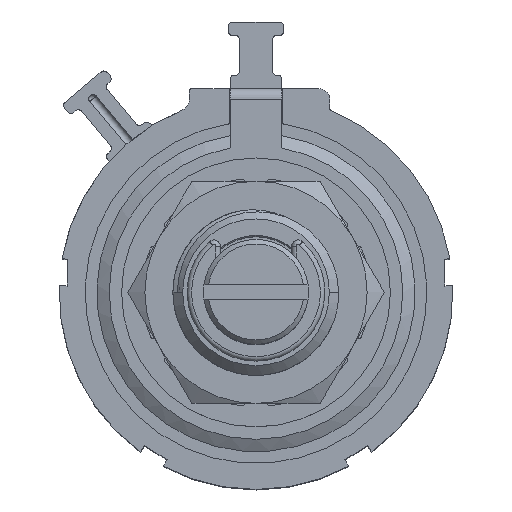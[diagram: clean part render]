
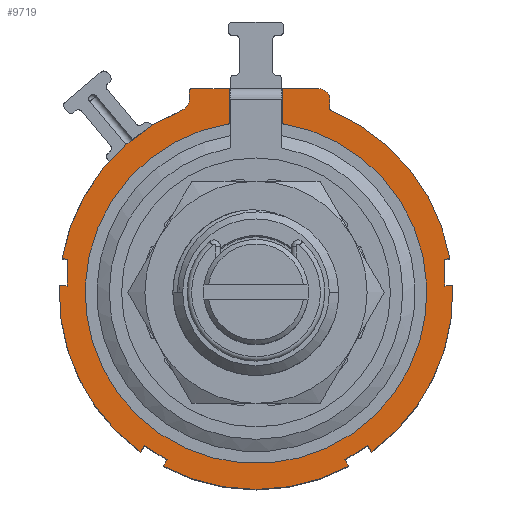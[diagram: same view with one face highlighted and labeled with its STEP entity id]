
A CAD part, top view. The second image highlights one B-rep face of the part: STEP entity #9719.
In plain terms, the highlighted planar face has unit normal (0, 0, 1).
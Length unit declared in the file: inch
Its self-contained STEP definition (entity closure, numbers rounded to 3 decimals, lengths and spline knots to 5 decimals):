
#1=DIRECTION('',(0.,-1.,0.));
#2=VECTOR('',#1,0.07921);
#3=CARTESIAN_POINT('',(-0.06,0.459,0.));
#4=LINE('',#3,#2);
#5=DIRECTION('',(0.,-1.,0.));
#6=VECTOR('',#5,0.07921);
#7=CARTESIAN_POINT('',(0.06,0.459,0.));
#8=LINE('',#7,#6);
#9=DIRECTION('',(-1.,0.,0.));
#10=VECTOR('',#9,0.08108);
#11=CARTESIAN_POINT('',(0.14108,0.459,0.));
#12=LINE('',#11,#10);
#13=CARTESIAN_POINT('',(0.14108,0.434,0.));
#14=DIRECTION('',(0.,0.,1.));
#15=DIRECTION('',(1.,0.,0.));
#16=AXIS2_PLACEMENT_3D('',#13,#14,#15);
#18=DIRECTION('',(0.,1.,0.));
#19=VECTOR('',#18,0.01995);
#20=CARTESIAN_POINT('',(0.16608,0.41405,0.));
#21=LINE('',#20,#19);
#22=CARTESIAN_POINT('',(0.17108,0.41405,0.));
#23=DIRECTION('',(0.,0.,-1.));
#24=DIRECTION('',(-0.382,-0.924,0.));
#25=AXIS2_PLACEMENT_3D('',#22,#23,#24);
#27=CARTESIAN_POINT('',(0.,0.,0.));
#28=DIRECTION('',(0.,0.,1.));
#29=DIRECTION('',(0.985,0.172,0.));
#30=AXIS2_PLACEMENT_3D('',#27,#28,#29);
#32=DIRECTION('',(0.995,0.105,0.));
#33=VECTOR('',#32,0.01149);
#34=CARTESIAN_POINT('',(0.425,0.07483,0.));
#35=LINE('',#34,#33);
#36=DIRECTION('',(0.,1.,0.));
#37=VECTOR('',#36,0.06033);
#38=CARTESIAN_POINT('',(0.425,0.0145,0.));
#39=LINE('',#38,#37);
#40=DIRECTION('',(-0.995,-0.105,0.));
#41=VECTOR('',#40,0.0178);
#42=CARTESIAN_POINT('',(0.4427,0.01636,0.));
#43=LINE('',#42,#41);
#44=CARTESIAN_POINT('',(0.,0.,0.));
#45=DIRECTION('',(0.,0.,1.));
#46=DIRECTION('',(0.586,-0.81,0.));
#47=AXIS2_PLACEMENT_3D('',#44,#45,#46);
#49=DIRECTION('',(0.53,-0.848,0.));
#50=VECTOR('',#49,0.01698);
#51=CARTESIAN_POINT('',(0.25066,-0.34452,0.));
#52=LINE('',#51,#50);
#53=DIRECTION('',(0.848,0.53,0.));
#54=VECTOR('',#53,0.06);
#55=CARTESIAN_POINT('',(0.19977,-0.37632,0.));
#56=LINE('',#55,#54);
#57=DIRECTION('',(-0.53,0.848,0.));
#58=VECTOR('',#57,0.01698);
#59=CARTESIAN_POINT('',(0.20877,-0.39072,0.));
#60=LINE('',#59,#58);
#61=CARTESIAN_POINT('',(0.,0.,0.));
#62=DIRECTION('',(0.,0.,1.));
#63=DIRECTION('',(-0.471,-0.882,0.));
#64=AXIS2_PLACEMENT_3D('',#61,#62,#63);
#66=DIRECTION('',(0.53,0.848,0.));
#67=VECTOR('',#66,0.01698);
#68=CARTESIAN_POINT('',(-0.20877,-0.39072,0.));
#69=LINE('',#68,#67);
#70=DIRECTION('',(-0.848,0.53,0.));
#71=VECTOR('',#70,0.06);
#72=CARTESIAN_POINT('',(-0.19977,-0.37632,0.));
#73=LINE('',#72,#71);
#74=DIRECTION('',(-0.53,-0.848,0.));
#75=VECTOR('',#74,0.01698);
#76=CARTESIAN_POINT('',(-0.25066,-0.34452,0.));
#77=LINE('',#76,#75);
#78=CARTESIAN_POINT('',(0.,0.,0.));
#79=DIRECTION('',(0.,0.,1.));
#80=DIRECTION('',(-0.999,0.037,0.));
#81=AXIS2_PLACEMENT_3D('',#78,#79,#80);
#83=DIRECTION('',(0.995,-0.105,0.));
#84=VECTOR('',#83,0.0178);
#85=CARTESIAN_POINT('',(-0.4427,0.01636,0.));
#86=LINE('',#85,#84);
#87=DIRECTION('',(0.,1.,0.));
#88=VECTOR('',#87,0.06033);
#89=CARTESIAN_POINT('',(-0.425,0.0145,0.));
#90=LINE('',#89,#88);
#91=DIRECTION('',(-0.995,0.105,0.));
#92=VECTOR('',#91,0.01149);
#93=CARTESIAN_POINT('',(-0.425,0.07483,0.));
#94=LINE('',#93,#92);
#95=CARTESIAN_POINT('',(0.,0.,0.));
#96=DIRECTION('',(0.,0.,1.));
#97=DIRECTION('',(-0.374,0.927,0.));
#98=AXIS2_PLACEMENT_3D('',#95,#96,#97);
#100=CARTESIAN_POINT('',(-0.175,0.43405,0.));
#101=DIRECTION('',(0.,0.,-1.));
#102=DIRECTION('',(1.,0.,0.));
#103=AXIS2_PLACEMENT_3D('',#100,#101,#102);
#105=DIRECTION('',(0.,-1.,0.));
#106=VECTOR('',#105,0.01995);
#107=CARTESIAN_POINT('',(-0.15,0.454,0.));
#108=LINE('',#107,#106);
#109=CARTESIAN_POINT('',(-0.145,0.454,0.));
#110=DIRECTION('',(0.,0.,1.));
#111=DIRECTION('',(0.,1.,0.));
#112=AXIS2_PLACEMENT_3D('',#109,#110,#111);
#114=DIRECTION('',(-1.,0.,0.));
#115=VECTOR('',#114,0.085);
#116=CARTESIAN_POINT('',(-0.06,0.459,0.));
#117=LINE('',#116,#115);
#147=CARTESIAN_POINT('',(0.,0.,0.));
#148=DIRECTION('',(0.,0.,-1.));
#149=DIRECTION('',(0.156,0.988,0.));
#150=AXIS2_PLACEMENT_3D('',#147,#148,#149);
#8152=CARTESIAN_POINT('',(-0.145,0.459,0.));
#8153=CARTESIAN_POINT('',(-0.15,0.454,0.));
#8154=VERTEX_POINT('',#8152);
#8155=VERTEX_POINT('',#8153);
#8156=CARTESIAN_POINT('',(-0.15,0.43405,0.));
#8157=VERTEX_POINT('',#8156);
#8158=CARTESIAN_POINT('',(-0.16565,0.41086,0.));
#8159=VERTEX_POINT('',#8158);
#8160=CARTESIAN_POINT('',(0.16917,0.40943,0.));
#8161=CARTESIAN_POINT('',(0.16608,0.41405,0.));
#8162=VERTEX_POINT('',#8160);
#8163=VERTEX_POINT('',#8161);
#8164=CARTESIAN_POINT('',(0.16608,0.434,0.));
#8165=VERTEX_POINT('',#8164);
#8166=CARTESIAN_POINT('',(0.14108,0.459,0.));
#8167=VERTEX_POINT('',#8166);
#8184=CARTESIAN_POINT('',(-0.4427,0.01636,0.));
#8185=CARTESIAN_POINT('',(-0.425,0.0145,0.));
#8186=VERTEX_POINT('',#8184);
#8187=VERTEX_POINT('',#8185);
#8188=CARTESIAN_POINT('',(-0.425,0.07483,0.));
#8189=VERTEX_POINT('',#8188);
#8190=CARTESIAN_POINT('',(-0.43643,0.07604,0.));
#8191=VERTEX_POINT('',#8190);
#8192=CARTESIAN_POINT('',(-0.20877,-0.39072,0.));
#8193=CARTESIAN_POINT('',(-0.19977,-0.37632,0.));
#8194=VERTEX_POINT('',#8192);
#8195=VERTEX_POINT('',#8193);
#8196=CARTESIAN_POINT('',(-0.25066,-0.34452,0.));
#8197=VERTEX_POINT('',#8196);
#8198=CARTESIAN_POINT('',(-0.25966,-0.35893,0.));
#8199=VERTEX_POINT('',#8198);
#8216=CARTESIAN_POINT('',(0.4427,0.01636,0.));
#8217=CARTESIAN_POINT('',(0.425,0.0145,0.));
#8218=VERTEX_POINT('',#8216);
#8219=VERTEX_POINT('',#8217);
#8220=CARTESIAN_POINT('',(0.425,0.07483,0.));
#8221=VERTEX_POINT('',#8220);
#8222=CARTESIAN_POINT('',(0.43643,0.07604,0.));
#8223=VERTEX_POINT('',#8222);
#8224=CARTESIAN_POINT('',(0.20877,-0.39072,0.));
#8225=CARTESIAN_POINT('',(0.19977,-0.37632,0.));
#8226=VERTEX_POINT('',#8224);
#8227=VERTEX_POINT('',#8225);
#8228=CARTESIAN_POINT('',(0.25066,-0.34452,0.));
#8229=VERTEX_POINT('',#8228);
#8230=CARTESIAN_POINT('',(0.25966,-0.35893,0.));
#8231=VERTEX_POINT('',#8230);
#8260=CARTESIAN_POINT('',(-0.06,0.459,0.));
#8261=CARTESIAN_POINT('',(-0.06,0.37979,0.));
#8262=VERTEX_POINT('',#8260);
#8263=VERTEX_POINT('',#8261);
#8264=CARTESIAN_POINT('',(0.06,0.459,0.));
#8265=CARTESIAN_POINT('',(0.06,0.37979,0.));
#8266=VERTEX_POINT('',#8264);
#8267=VERTEX_POINT('',#8265);
#9656=CARTESIAN_POINT('',(0.,0.,0.));
#9657=DIRECTION('',(0.,0.,1.));
#9658=DIRECTION('',(1.,0.,0.));
#9659=AXIS2_PLACEMENT_3D('',#9656,#9657,#9658);
#9660=PLANE('',#9659);
#9662=ORIENTED_EDGE('',*,*,#9661,.T.);
#9664=ORIENTED_EDGE('',*,*,#9663,.F.);
#9666=ORIENTED_EDGE('',*,*,#9665,.F.);
#9668=ORIENTED_EDGE('',*,*,#9667,.F.);
#9670=ORIENTED_EDGE('',*,*,#9669,.F.);
#9672=ORIENTED_EDGE('',*,*,#9671,.F.);
#9674=ORIENTED_EDGE('',*,*,#9673,.F.);
#9676=ORIENTED_EDGE('',*,*,#9675,.F.);
#9678=ORIENTED_EDGE('',*,*,#9677,.F.);
#9680=ORIENTED_EDGE('',*,*,#9679,.F.);
#9682=ORIENTED_EDGE('',*,*,#9681,.F.);
#9684=ORIENTED_EDGE('',*,*,#9683,.F.);
#9686=ORIENTED_EDGE('',*,*,#9685,.F.);
#9688=ORIENTED_EDGE('',*,*,#9687,.F.);
#9690=ORIENTED_EDGE('',*,*,#9689,.F.);
#9692=ORIENTED_EDGE('',*,*,#9691,.F.);
#9694=ORIENTED_EDGE('',*,*,#9693,.T.);
#9696=ORIENTED_EDGE('',*,*,#9695,.T.);
#9698=ORIENTED_EDGE('',*,*,#9697,.T.);
#9700=ORIENTED_EDGE('',*,*,#9699,.F.);
#9702=ORIENTED_EDGE('',*,*,#9701,.T.);
#9704=ORIENTED_EDGE('',*,*,#9703,.T.);
#9706=ORIENTED_EDGE('',*,*,#9705,.T.);
#9708=ORIENTED_EDGE('',*,*,#9707,.F.);
#9710=ORIENTED_EDGE('',*,*,#9709,.F.);
#9712=ORIENTED_EDGE('',*,*,#9711,.F.);
#9714=ORIENTED_EDGE('',*,*,#9713,.F.);
#9716=ORIENTED_EDGE('',*,*,#9715,.F.);
#9717=EDGE_LOOP('',(#9662,#9664,#9666,#9668,#9670,#9672,#9674,#9676,#9678,#9680,
#9682,#9684,#9686,#9688,#9690,#9692,#9694,#9696,#9698,#9700,#9702,#9704,#9706,
#9708,#9710,#9712,#9714,#9716));
#9718=FACE_OUTER_BOUND('',#9717,.F.);
#9719=ADVANCED_FACE('',(#9718),#9660,.T.);
#17=CIRCLE('',#16,0.025);
#26=CIRCLE('',#25,0.005);
#31=CIRCLE('',#30,0.443);
#48=CIRCLE('',#47,0.443);
#65=CIRCLE('',#64,0.443);
#82=CIRCLE('',#81,0.443);
#99=CIRCLE('',#98,0.443);
#104=CIRCLE('',#103,0.025);
#113=CIRCLE('',#112,0.005);
#151=CIRCLE('',#150,0.3845);
#9661=EDGE_CURVE('',#8262,#8263,#4,.T.);
#9663=EDGE_CURVE('',#8267,#8263,#151,.T.);
#9665=EDGE_CURVE('',#8266,#8267,#8,.T.);
#9667=EDGE_CURVE('',#8167,#8266,#12,.T.);
#9669=EDGE_CURVE('',#8165,#8167,#17,.T.);
#9671=EDGE_CURVE('',#8163,#8165,#21,.T.);
#9673=EDGE_CURVE('',#8162,#8163,#26,.T.);
#9675=EDGE_CURVE('',#8223,#8162,#31,.T.);
#9677=EDGE_CURVE('',#8221,#8223,#35,.T.);
#9679=EDGE_CURVE('',#8219,#8221,#39,.T.);
#9681=EDGE_CURVE('',#8218,#8219,#43,.T.);
#9683=EDGE_CURVE('',#8231,#8218,#48,.T.);
#9685=EDGE_CURVE('',#8229,#8231,#52,.T.);
#9687=EDGE_CURVE('',#8227,#8229,#56,.T.);
#9689=EDGE_CURVE('',#8226,#8227,#60,.T.);
#9691=EDGE_CURVE('',#8194,#8226,#65,.T.);
#9693=EDGE_CURVE('',#8194,#8195,#69,.T.);
#9695=EDGE_CURVE('',#8195,#8197,#73,.T.);
#9697=EDGE_CURVE('',#8197,#8199,#77,.T.);
#9699=EDGE_CURVE('',#8186,#8199,#82,.T.);
#9701=EDGE_CURVE('',#8186,#8187,#86,.T.);
#9703=EDGE_CURVE('',#8187,#8189,#90,.T.);
#9705=EDGE_CURVE('',#8189,#8191,#94,.T.);
#9707=EDGE_CURVE('',#8159,#8191,#99,.T.);
#9709=EDGE_CURVE('',#8157,#8159,#104,.T.);
#9711=EDGE_CURVE('',#8155,#8157,#108,.T.);
#9713=EDGE_CURVE('',#8154,#8155,#113,.T.);
#9715=EDGE_CURVE('',#8262,#8154,#117,.T.);
